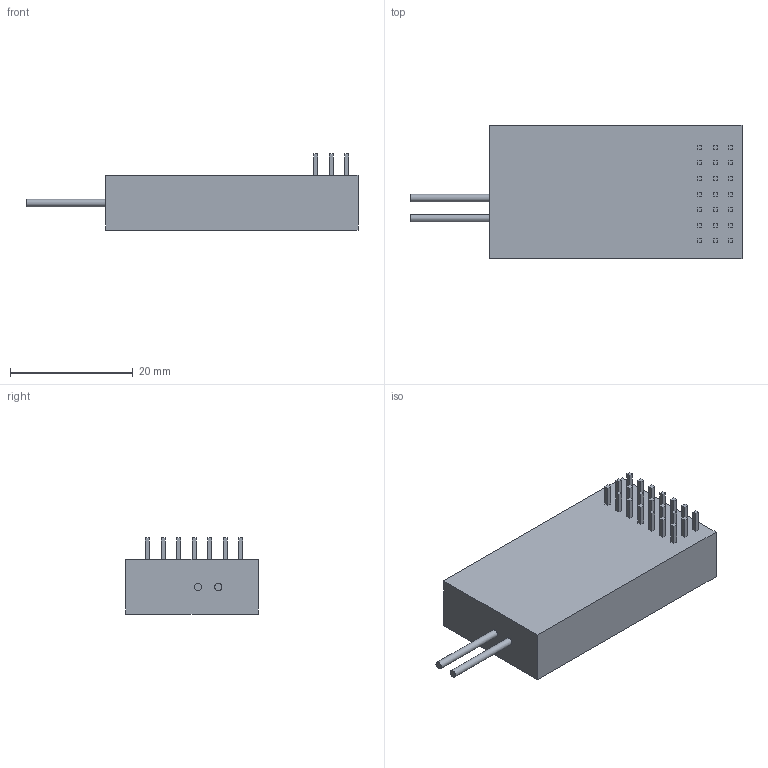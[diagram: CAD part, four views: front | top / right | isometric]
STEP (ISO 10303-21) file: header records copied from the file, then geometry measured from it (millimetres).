
FILE_DESCRIPTION(/* description */ (''),/* implementation_level */ '2;1');
FILE_NAME(/* name */ 'Reciever 6ch.step',/* time_stamp */ '2022-09-14T22:45:02-06:00',/* author */ (''),/* organization */ (''),/* preprocessor_version */ 'ST-DEVELOPER v19',/* originating_system */ 'Autodesk Translation Framework v11.7.0.108',/* authorisation */ '');
FILE_SCHEMA (('AUTOMOTIVE_DESIGN { 1 0 10303 214 3 1 1 }'));
Length unit declared in the file: millimetre
Products named in the file (1): Reciever
Bounding box: 54.17 x 21.69 x 12.42 mm (x, y, z)
Volume: 8025.8 mm3; surface area: 3196.5 mm2
Topology: 1 solids, 1 shells, 115 faces, 270 edges, 180 vertices
Faces by surface type: plane 113, cylinder 2
Full cylindrical faces by diameter (mm): 1.2 x2
Entity records: 3261 total; most frequent: CARTESIAN_POINT 566, ORIENTED_EDGE 540, DIRECTION 506, EDGE_CURVE 270, LINE 266, VECTOR 266, VERTEX_POINT 180, EDGE_LOOP 138
